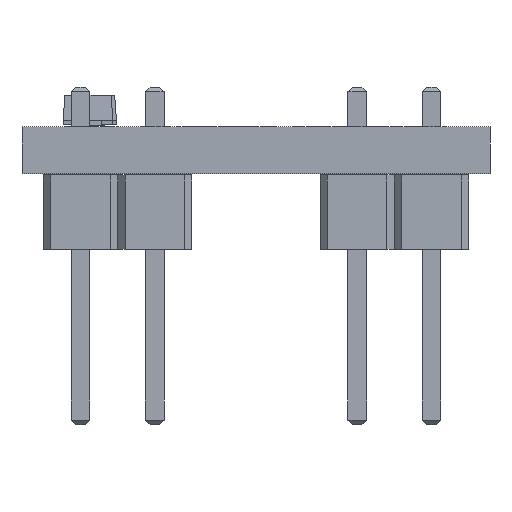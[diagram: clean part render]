
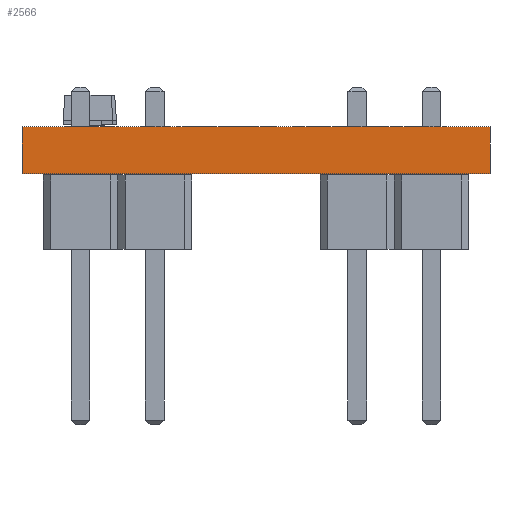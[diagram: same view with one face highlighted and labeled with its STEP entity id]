
A CAD part, front view. The second image highlights one B-rep face of the part: STEP entity #2566.
In plain terms, the highlighted planar face has unit normal (0, -1, 0).
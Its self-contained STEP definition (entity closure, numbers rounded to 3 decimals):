
#2566 = ADVANCED_FACE('',(#2567),#2601,.T.);
#2567 = FACE_BOUND('',#2568,.T.);
#2568 = EDGE_LOOP('',(#2569,#2579,#2587,#2595));
#2569 = ORIENTED_EDGE('',*,*,#2570,.T.);
#2570 = EDGE_CURVE('',#2571,#2573,#2575,.T.);
#2571 = VERTEX_POINT('',#2572);
#2572 = CARTESIAN_POINT('',(122.,-113.,0.));
#2573 = VERTEX_POINT('',#2574);
#2574 = CARTESIAN_POINT('',(122.,-113.,1.6));
#2575 = LINE('',#2576,#2577);
#2576 = CARTESIAN_POINT('',(122.,-113.,0.));
#2577 = VECTOR('',#2578,1.);
#2578 = DIRECTION('',(0.,0.,1.));
#2579 = ORIENTED_EDGE('',*,*,#2580,.T.);
#2580 = EDGE_CURVE('',#2573,#2581,#2583,.T.);
#2581 = VERTEX_POINT('',#2582);
#2582 = CARTESIAN_POINT('',(106.,-113.,1.6));
#2583 = LINE('',#2584,#2585);
#2584 = CARTESIAN_POINT('',(122.,-113.,1.6));
#2585 = VECTOR('',#2586,1.);
#2586 = DIRECTION('',(-1.,0.,0.));
#2587 = ORIENTED_EDGE('',*,*,#2588,.F.);
#2588 = EDGE_CURVE('',#2589,#2581,#2591,.T.);
#2589 = VERTEX_POINT('',#2590);
#2590 = CARTESIAN_POINT('',(106.,-113.,0.));
#2591 = LINE('',#2592,#2593);
#2592 = CARTESIAN_POINT('',(106.,-113.,0.));
#2593 = VECTOR('',#2594,1.);
#2594 = DIRECTION('',(0.,0.,1.));
#2595 = ORIENTED_EDGE('',*,*,#2596,.F.);
#2596 = EDGE_CURVE('',#2571,#2589,#2597,.T.);
#2597 = LINE('',#2598,#2599);
#2598 = CARTESIAN_POINT('',(122.,-113.,0.));
#2599 = VECTOR('',#2600,1.);
#2600 = DIRECTION('',(-1.,0.,0.));
#2601 = PLANE('',#2602);
#2602 = AXIS2_PLACEMENT_3D('',#2603,#2604,#2605);
#2603 = CARTESIAN_POINT('',(122.,-113.,0.));
#2604 = DIRECTION('',(0.,-1.,0.));
#2605 = DIRECTION('',(-1.,0.,0.));
